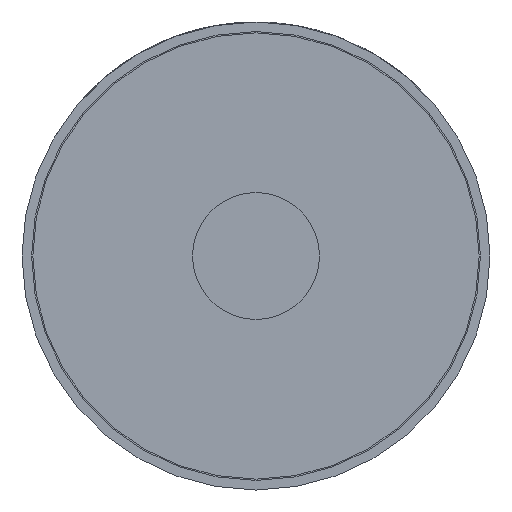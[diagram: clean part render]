
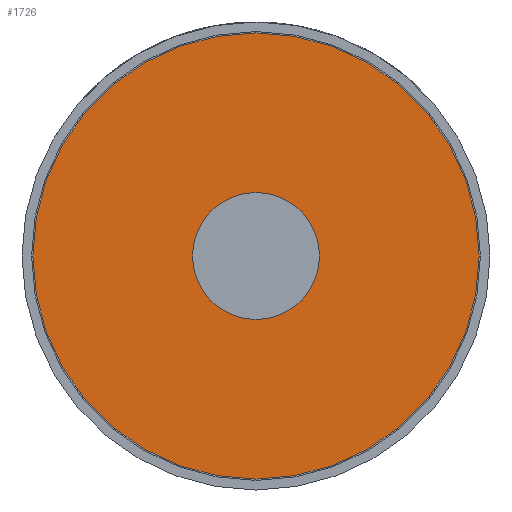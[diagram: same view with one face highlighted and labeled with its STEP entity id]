
A CAD part, front view. The second image highlights one B-rep face of the part: STEP entity #1726.
In plain terms, the highlighted planar face has unit normal (0, -1, 0).
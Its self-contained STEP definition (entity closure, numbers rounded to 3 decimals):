
#22 = CARTESIAN_POINT ( 'NONE',  ( 0.037, 0.053, 0.495 ) ) ;
#175 = DIRECTION ( 'NONE',  ( 0., 0., -1. ) ) ;
#277 = CARTESIAN_POINT ( 'NONE',  ( 0.037, 0.053, 0. ) ) ;
#370 = DIRECTION ( 'NONE',  ( 0., 0., -1. ) ) ;
#507 = CIRCLE ( 'NONE', #1717, 1.74 ) ;
#577 = AXIS2_PLACEMENT_3D ( 'NONE', #1452, #4123, #175 ) ;
#703 = CARTESIAN_POINT ( 'NONE',  ( 0.037, 0.053, 0. ) ) ;
#890 = CARTESIAN_POINT ( 'NONE',  ( 0.037, 0.053, 0. ) ) ;
#972 = CIRCLE ( 'NONE', #2540, 1.74 ) ;
#1041 = PLANE ( 'NONE',  #577 ) ;
#1164 = DIRECTION ( 'NONE',  ( 0., 0., -1. ) ) ;
#1230 = ORIENTED_EDGE ( 'NONE', *, *, #3745, .T. ) ;
#1276 = VERTEX_POINT ( 'NONE', #22 ) ;
#1452 = CARTESIAN_POINT ( 'NONE',  ( 0.037, 0.053, 0. ) ) ;
#1482 = CIRCLE ( 'NONE', #4518, 0.495 ) ;
#1582 = EDGE_LOOP ( 'NONE', ( #4156, #3040 ) ) ;
#1717 = AXIS2_PLACEMENT_3D ( 'NONE', #2087, #5672, #1164 ) ;
#1726 = ADVANCED_FACE ( 'Defeature ausgef�hrt1_4', ( #4991, #2373 ), #1041, .T. ) ;
#1786 = DIRECTION ( 'NONE',  ( 0., -1., 0. ) ) ;
#1907 = VERTEX_POINT ( 'NONE', #3872 ) ;
#2037 = DIRECTION ( 'NONE',  ( 0., 1., 0. ) ) ;
#2087 = CARTESIAN_POINT ( 'NONE',  ( 0.037, 0.053, 0. ) ) ;
#2100 = EDGE_LOOP ( 'NONE', ( #3780, #1230 ) ) ;
#2373 = FACE_OUTER_BOUND ( 'NONE', #2100, .T. ) ;
#2540 = AXIS2_PLACEMENT_3D ( 'NONE', #890, #1786, #370 ) ;
#2918 = DIRECTION ( 'NONE',  ( 0., 1., 0. ) ) ;
#3005 = VERTEX_POINT ( 'NONE', #4742 ) ;
#3040 = ORIENTED_EDGE ( 'NONE', *, *, #4114, .T. ) ;
#3272 = AXIS2_PLACEMENT_3D ( 'NONE', #277, #2037, #5125 ) ;
#3342 = EDGE_CURVE ( 'NONE', #1907, #3005, #507, .T. ) ;
#3408 = VERTEX_POINT ( 'NONE', #4515 ) ;
#3745 = EDGE_CURVE ( 'NONE', #3005, #1907, #972, .T. ) ;
#3780 = ORIENTED_EDGE ( 'NONE', *, *, #3342, .T. ) ;
#3872 = CARTESIAN_POINT ( 'NONE',  ( 0.037, 0.053, -1.74 ) ) ;
#4011 = CIRCLE ( 'NONE', #3272, 0.495 ) ;
#4114 = EDGE_CURVE ( 'NONE', #3408, #1276, #4011, .T. ) ;
#4123 = DIRECTION ( 'NONE',  ( 0., -1., 0. ) ) ;
#4156 = ORIENTED_EDGE ( 'NONE', *, *, #4458, .T. ) ;
#4458 = EDGE_CURVE ( 'NONE', #1276, #3408, #1482, .T. ) ;
#4515 = CARTESIAN_POINT ( 'NONE',  ( 0.037, 0.053, -0.495 ) ) ;
#4518 = AXIS2_PLACEMENT_3D ( 'NONE', #703, #2918, #5461 ) ;
#4742 = CARTESIAN_POINT ( 'NONE',  ( 0.037, 0.053, 1.74 ) ) ;
#4991 = FACE_BOUND ( 'NONE', #1582, .T. ) ;
#5125 = DIRECTION ( 'NONE',  ( 0., 0., -1. ) ) ;
#5461 = DIRECTION ( 'NONE',  ( 0., 0., -1. ) ) ;
#5672 = DIRECTION ( 'NONE',  ( 0., -1., 0. ) ) ;
